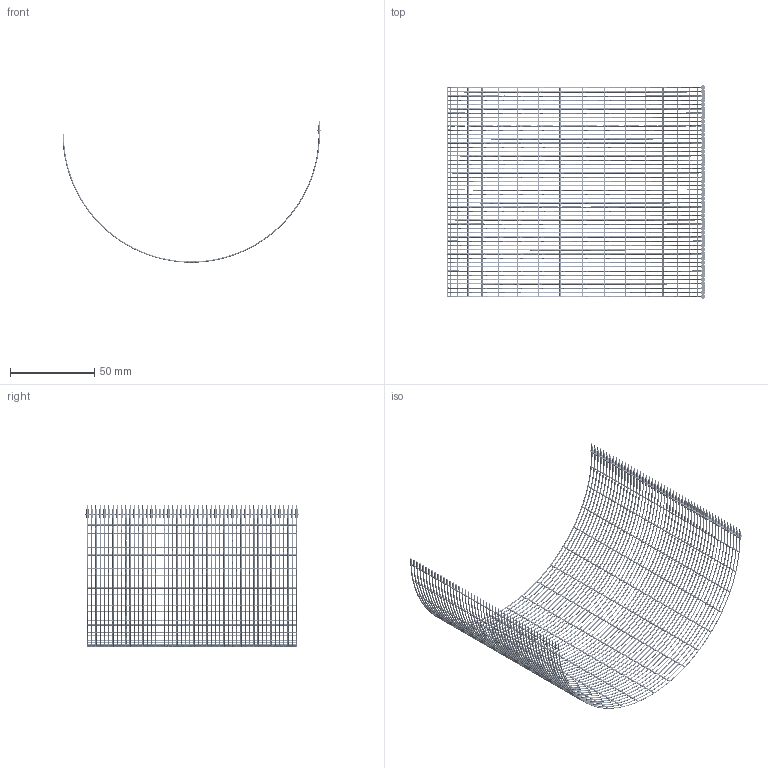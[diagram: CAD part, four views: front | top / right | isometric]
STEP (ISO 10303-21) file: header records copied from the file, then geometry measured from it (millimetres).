
FILE_DESCRIPTION (( 'STEP AP203' ), '1' );
FILE_NAME ('A2367-1-WR.STEP', '2013-11-18T21:00:58', ( '' ), ( '' ), 'SwSTEP 2.0', 'SolidWorks 2012', '' );
FILE_SCHEMA (( 'CONFIG_CONTROL_DESIGN' ));
Products named in the file (1): A2367-1-WR
Bounding box: 154.14 x 127.13 x 84.19 mm (x, y, z)
Volume: 6745.1 mm3; surface area: 33830.9 mm2
Topology: 1 solids, 1 shells, 3930 faces, 12168 edges, 6878 vertices
Faces by surface type: torus 1892, cylinder 1706, plane 332
Entity records: 175749 total; most frequent: CARTESIAN_POINT 77249, ORIENTED_EDGE 24336, DIRECTION 16872, EDGE_CURVE 12168, AXIS2_PLACEMENT_3D 7401, VERTEX_POINT 6878, B_SPLINE_CURVE_WITH_KNOTS 6628, EDGE_LOOP 4332
